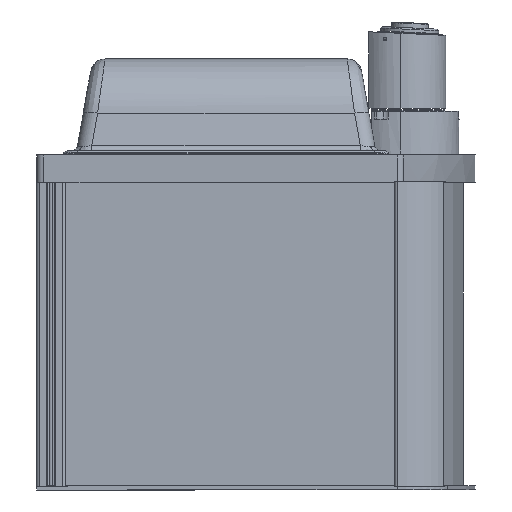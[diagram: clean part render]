
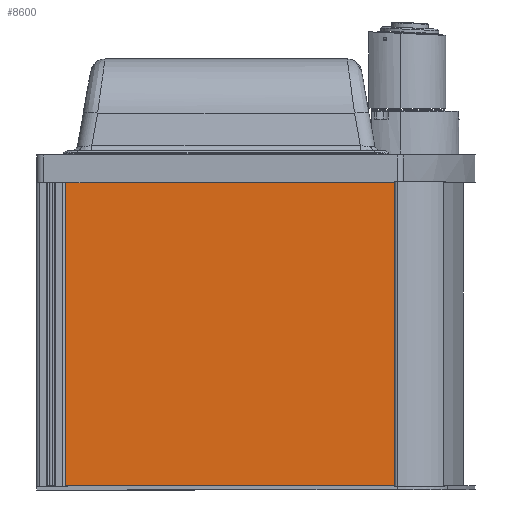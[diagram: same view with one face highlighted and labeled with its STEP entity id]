
A CAD part, left-side view. The second image highlights one B-rep face of the part: STEP entity #8600.
In plain terms, the highlighted planar face has unit normal (-1, 0, 0).
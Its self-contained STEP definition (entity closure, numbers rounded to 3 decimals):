
#1504 = DIRECTION ( 'NONE',  ( 0., 0., 1. ) ) ;
#1642 = CARTESIAN_POINT ( 'NONE',  ( -121.5, -1.35, -41.22 ) ) ;
#1801 = CARTESIAN_POINT ( 'NONE',  ( -121.5, 236.25, -41.22 ) ) ;
#2400 = EDGE_CURVE ( 'NONE', #10681, #6727, #18446, .T. ) ;
#2813 = PLANE ( 'NONE',  #15094 ) ;
#3290 = DIRECTION ( 'NONE',  ( 0., 1., 0. ) ) ;
#4442 = CARTESIAN_POINT ( 'NONE',  ( -121.5, -1.35, -251.22 ) ) ;
#4515 = CARTESIAN_POINT ( 'NONE',  ( -121.5, -1.35, -41.22 ) ) ;
#4598 = LINE ( 'NONE', #1642, #13850 ) ;
#5512 = FACE_OUTER_BOUND ( 'NONE', #19804, .T. ) ;
#5821 = CARTESIAN_POINT ( 'NONE',  ( -121.5, 236.25, -251.22 ) ) ;
#6076 = DIRECTION ( 'NONE',  ( 0., -1., 0. ) ) ;
#6727 = VERTEX_POINT ( 'NONE', #5821 ) ;
#7175 = VERTEX_POINT ( 'NONE', #4442 ) ;
#7181 = VECTOR ( 'NONE', #14609, 1000. ) ;
#7282 = EDGE_CURVE ( 'NONE', #7175, #9674, #7411, .T. ) ;
#7411 = LINE ( 'NONE', #4515, #7651 ) ;
#7651 = VECTOR ( 'NONE', #1504, 1000. ) ;
#7673 = DIRECTION ( 'NONE',  ( 1., 0., 0. ) ) ;
#8600 = ADVANCED_FACE ( 'NONE', ( #5512 ), #2813, .F. ) ;
#9110 = ORIENTED_EDGE ( 'NONE', *, *, #2400, .T. ) ;
#9674 = VERTEX_POINT ( 'NONE', #14360 ) ;
#10681 = VERTEX_POINT ( 'NONE', #12278 ) ;
#10913 = ORIENTED_EDGE ( 'NONE', *, *, #13922, .T. ) ;
#12278 = CARTESIAN_POINT ( 'NONE',  ( -121.5, 236.25, -41.22 ) ) ;
#12660 = ORIENTED_EDGE ( 'NONE', *, *, #7282, .T. ) ;
#13850 = VECTOR ( 'NONE', #3290, 1000. ) ;
#13922 = EDGE_CURVE ( 'NONE', #9674, #10681, #4598, .T. ) ;
#13931 = VECTOR ( 'NONE', #6076, 1000. ) ;
#14360 = CARTESIAN_POINT ( 'NONE',  ( -121.5, -1.35, -41.22 ) ) ;
#14609 = DIRECTION ( 'NONE',  ( 0., 0., -1. ) ) ;
#15094 = AXIS2_PLACEMENT_3D ( 'NONE', #15606, #7673, #18889 ) ;
#15606 = CARTESIAN_POINT ( 'NONE',  ( -121.5, 117.45, -146.22 ) ) ;
#18106 = ORIENTED_EDGE ( 'NONE', *, *, #19077, .T. ) ;
#18446 = LINE ( 'NONE', #1801, #7181 ) ;
#18889 = DIRECTION ( 'NONE',  ( 0., -1., 0. ) ) ;
#18977 = CARTESIAN_POINT ( 'NONE',  ( -121.5, -1.35, -251.22 ) ) ;
#19077 = EDGE_CURVE ( 'NONE', #6727, #7175, #19722, .T. ) ;
#19722 = LINE ( 'NONE', #18977, #13931 ) ;
#19804 = EDGE_LOOP ( 'NONE', ( #9110, #18106, #12660, #10913 ) ) ;
